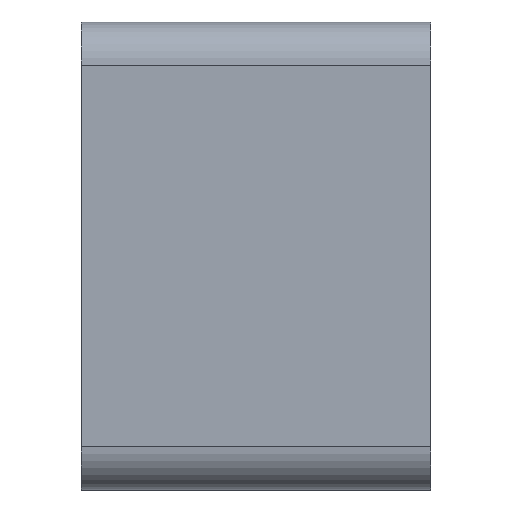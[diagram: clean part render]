
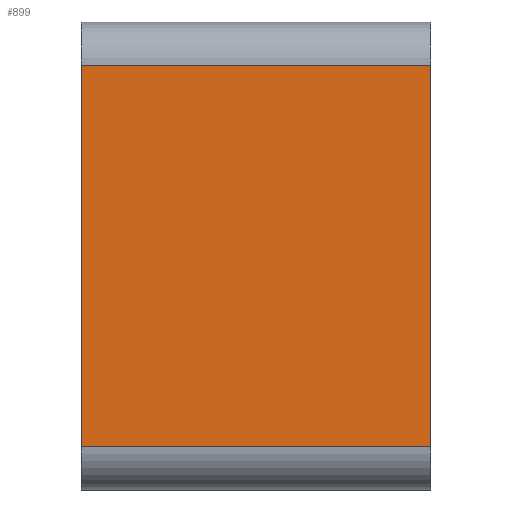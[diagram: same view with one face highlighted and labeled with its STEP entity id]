
A CAD part, left-side view. The second image highlights one B-rep face of the part: STEP entity #899.
In plain terms, the highlighted planar face has unit normal (-1, 0, 0).
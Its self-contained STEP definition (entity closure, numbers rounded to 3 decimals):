
#1 = EDGE_CURVE ( 'NONE', #1466, #1539, #610, .T. ) ;
#11 = EDGE_CURVE ( 'NONE', #1468, #1232, #626, .T. ) ;
#29 = EDGE_CURVE ( 'NONE', #1468, #1466, #653, .T. ) ;
#38 = EDGE_CURVE ( 'NONE', #1539, #1232, #670, .T. ) ;
#503 = EDGE_LOOP ( 'NONE', ( #689, #690, #556, #555 ) ) ;
#555 = ORIENTED_EDGE ( 'NONE', *, *, #1, .T. ) ;
#556 = ORIENTED_EDGE ( 'NONE', *, *, #29, .T. ) ;
#610 = LINE ( 'NONE', #1521, #611 ) ;
#611 = VECTOR ( 'NONE', #1454, 1000. ) ;
#624 = VECTOR ( 'NONE', #1360, 1000. ) ;
#626 = LINE ( 'NONE', #1388, #624 ) ;
#653 = LINE ( 'NONE', #1260, #660 ) ;
#660 = VECTOR ( 'NONE', #1238, 1000. ) ;
#670 = LINE ( 'NONE', #1550, #671 ) ;
#671 = VECTOR ( 'NONE', #1548, 1000. ) ;
#689 = ORIENTED_EDGE ( 'NONE', *, *, #38, .T. ) ;
#690 = ORIENTED_EDGE ( 'NONE', *, *, #11, .F. ) ;
#899 = ADVANCED_FACE ( 'NONE', ( #1050 ), #1621, .F. ) ;
#1050 = FACE_OUTER_BOUND ( 'NONE', #503, .T. ) ;
#1103 = AXIS2_PLACEMENT_3D ( 'NONE', #1686, #1761, #1634 ) ;
#1232 = VERTEX_POINT ( 'NONE', #1605 ) ;
#1238 = DIRECTION ( 'NONE',  ( 0., 1., 0. ) ) ;
#1260 = CARTESIAN_POINT ( 'NONE',  ( -10.1, 0., 6.6 ) ) ;
#1360 = DIRECTION ( 'NONE',  ( 0., 0., -1. ) ) ;
#1388 = CARTESIAN_POINT ( 'NONE',  ( -10.1, -6.05, 8.1 ) ) ;
#1454 = DIRECTION ( 'NONE',  ( 0., 0., -1. ) ) ;
#1466 = VERTEX_POINT ( 'NONE', #1829 ) ;
#1468 = VERTEX_POINT ( 'NONE', #1859 ) ;
#1521 = CARTESIAN_POINT ( 'NONE',  ( -10.1, 6.05, 8.1 ) ) ;
#1539 = VERTEX_POINT ( 'NONE', #1694 ) ;
#1548 = DIRECTION ( 'NONE',  ( 0., -1., 0. ) ) ;
#1550 = CARTESIAN_POINT ( 'NONE',  ( -10.1, 0., -6.6 ) ) ;
#1605 = CARTESIAN_POINT ( 'NONE',  ( -10.1, -6.05, -6.6 ) ) ;
#1621 = PLANE ( 'NONE',  #1103 ) ;
#1634 = DIRECTION ( 'NONE',  ( 0., 0., -1. ) ) ;
#1686 = CARTESIAN_POINT ( 'NONE',  ( -10.1, 0., 8.1 ) ) ;
#1694 = CARTESIAN_POINT ( 'NONE',  ( -10.1, 6.05, -6.6 ) ) ;
#1761 = DIRECTION ( 'NONE',  ( 1., 0., 0. ) ) ;
#1829 = CARTESIAN_POINT ( 'NONE',  ( -10.1, 6.05, 6.6 ) ) ;
#1859 = CARTESIAN_POINT ( 'NONE',  ( -10.1, -6.05, 6.6 ) ) ;
